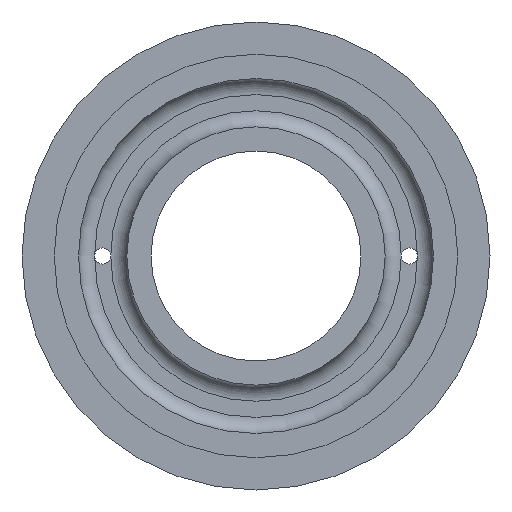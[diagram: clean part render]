
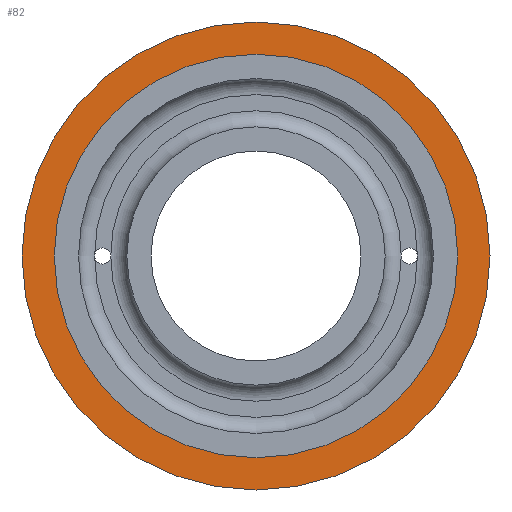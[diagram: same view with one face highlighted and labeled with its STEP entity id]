
A CAD part, left-side view. The second image highlights one B-rep face of the part: STEP entity #82.
In plain terms, the highlighted planar face has unit normal (-1, 0, 0).
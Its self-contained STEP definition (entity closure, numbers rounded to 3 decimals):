
#82 = ADVANCED_FACE( '', ( #181, #182 ), #183, .T. );
#181 = FACE_BOUND( '', #296, .T. );
#182 = FACE_OUTER_BOUND( '', #297, .T. );
#183 = PLANE( '', #298 );
#296 = EDGE_LOOP( '', ( #451 ) );
#297 = EDGE_LOOP( '', ( #452 ) );
#298 = AXIS2_PLACEMENT_3D( '', #453, #454, #455 );
#451 = ORIENTED_EDGE( '', *, *, #578, .T. );
#452 = ORIENTED_EDGE( '', *, *, #579, .F. );
#453 = CARTESIAN_POINT( '', ( -27., 29., 0. ) );
#454 = DIRECTION( '', ( -1., 0., 0. ) );
#455 = DIRECTION( '', ( 0., 0., 1. ) );
#578 = EDGE_CURVE( '', #664, #664, #665, .T. );
#579 = EDGE_CURVE( '', #666, #666, #667, .T. );
#664 = VERTEX_POINT( '', #756 );
#665 = CIRCLE( '', #757, 25. );
#666 = VERTEX_POINT( '', #758 );
#667 = CIRCLE( '', #759, 29. );
#756 = CARTESIAN_POINT( '', ( -27., 0., -25. ) );
#757 = AXIS2_PLACEMENT_3D( '', #870, #871, #872 );
#758 = CARTESIAN_POINT( '', ( -27., 0., -29. ) );
#759 = AXIS2_PLACEMENT_3D( '', #873, #874, #875 );
#870 = CARTESIAN_POINT( '', ( -27., 0., 0. ) );
#871 = DIRECTION( '', ( 1., 0., 0. ) );
#872 = DIRECTION( '', ( 0., 0., -1. ) );
#873 = CARTESIAN_POINT( '', ( -27., 0., 0. ) );
#874 = DIRECTION( '', ( 1., 0., 0. ) );
#875 = DIRECTION( '', ( 0., 0., -1. ) );
